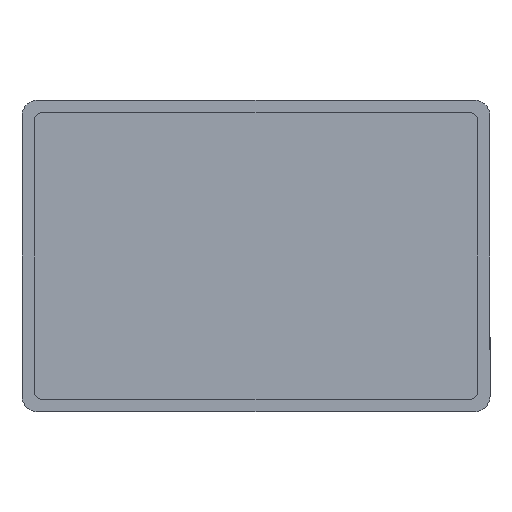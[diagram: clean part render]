
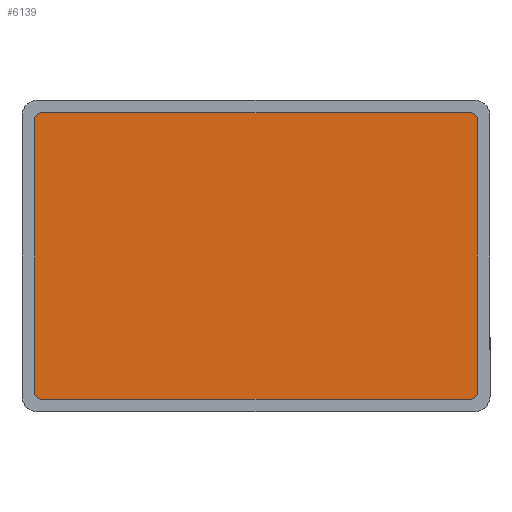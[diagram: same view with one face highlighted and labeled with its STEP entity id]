
A CAD part, front view. The second image highlights one B-rep face of the part: STEP entity #6139.
In plain terms, the highlighted planar face has unit normal (0, -1, 0).
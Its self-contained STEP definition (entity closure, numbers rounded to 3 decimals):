
#345 = VECTOR ( 'NONE', #12983, 1000. ) ;
#513 = DIRECTION ( 'NONE',  ( 0., 0., 1. ) ) ;
#528 = DIRECTION ( 'NONE',  ( 0., 0., 1. ) ) ;
#939 = CARTESIAN_POINT ( 'NONE',  ( -274., 0., -183. ) ) ;
#979 = VERTEX_POINT ( 'NONE', #939 ) ;
#1111 = CIRCLE ( 'NONE', #2172, 9. ) ;
#1285 = VERTEX_POINT ( 'NONE', #2589 ) ;
#1322 = PLANE ( 'NONE',  #12523 ) ;
#1341 = LINE ( 'NONE', #8303, #10587 ) ;
#1392 = CARTESIAN_POINT ( 'NONE',  ( 274., 0., 174. ) ) ;
#1466 = ORIENTED_EDGE ( 'NONE', *, *, #8733, .F. ) ;
#1759 = CARTESIAN_POINT ( 'NONE',  ( -274., 0., -174. ) ) ;
#1902 = VERTEX_POINT ( 'NONE', #9444 ) ;
#1969 = CIRCLE ( 'NONE', #4964, 9. ) ;
#2172 = AXIS2_PLACEMENT_3D ( 'NONE', #1759, #8835, #12914 ) ;
#2324 = DIRECTION ( 'NONE',  ( -1., 0., 0. ) ) ;
#2346 = ORIENTED_EDGE ( 'NONE', *, *, #10554, .F. ) ;
#2589 = CARTESIAN_POINT ( 'NONE',  ( -283., 0., 174. ) ) ;
#3404 = CARTESIAN_POINT ( 'NONE',  ( -274., 0., 174. ) ) ;
#4026 = VERTEX_POINT ( 'NONE', #9974 ) ;
#4334 = DIRECTION ( 'NONE',  ( 0., 0., 1. ) ) ;
#4964 = AXIS2_PLACEMENT_3D ( 'NONE', #1392, #9477, #528 ) ;
#5420 = ORIENTED_EDGE ( 'NONE', *, *, #8799, .F. ) ;
#5458 = CARTESIAN_POINT ( 'NONE',  ( -274., 0., -183. ) ) ;
#5627 = CARTESIAN_POINT ( 'NONE',  ( -283., 0., -174. ) ) ;
#5791 = VERTEX_POINT ( 'NONE', #9223 ) ;
#5901 = CIRCLE ( 'NONE', #12296, 9. ) ;
#5941 = AXIS2_PLACEMENT_3D ( 'NONE', #3404, #10673, #10542 ) ;
#6139 = ADVANCED_FACE ( 'NONE', ( #10410 ), #1322, .F. ) ;
#6786 = ORIENTED_EDGE ( 'NONE', *, *, #12372, .F. ) ;
#6889 = ORIENTED_EDGE ( 'NONE', *, *, #7031, .F. ) ;
#7031 = EDGE_CURVE ( 'NONE', #11888, #5791, #1341, .T. ) ;
#8117 = EDGE_CURVE ( 'NONE', #9600, #1285, #9039, .T. ) ;
#8138 = CARTESIAN_POINT ( 'NONE',  ( -274., 0., 183. ) ) ;
#8187 = ORIENTED_EDGE ( 'NONE', *, *, #10295, .F. ) ;
#8262 = VECTOR ( 'NONE', #10210, 1000. ) ;
#8303 = CARTESIAN_POINT ( 'NONE',  ( 283., 0., 174. ) ) ;
#8733 = EDGE_CURVE ( 'NONE', #10707, #979, #11475, .T. ) ;
#8799 = EDGE_CURVE ( 'NONE', #5791, #10707, #5901, .T. ) ;
#8835 = DIRECTION ( 'NONE',  ( 0., 1., 0. ) ) ;
#9039 = LINE ( 'NONE', #10973, #345 ) ;
#9223 = CARTESIAN_POINT ( 'NONE',  ( 283., 0., -174. ) ) ;
#9444 = CARTESIAN_POINT ( 'NONE',  ( -274., 0., 183. ) ) ;
#9469 = CARTESIAN_POINT ( 'NONE',  ( -274., 0., -174. ) ) ;
#9477 = DIRECTION ( 'NONE',  ( 0., 1., 0. ) ) ;
#9600 = VERTEX_POINT ( 'NONE', #5627 ) ;
#9974 = CARTESIAN_POINT ( 'NONE',  ( 274., 0., 183. ) ) ;
#10001 = EDGE_CURVE ( 'NONE', #1285, #1902, #10412, .T. ) ;
#10210 = DIRECTION ( 'NONE',  ( 1., 0., 0. ) ) ;
#10295 = EDGE_CURVE ( 'NONE', #1902, #4026, #12354, .T. ) ;
#10410 = FACE_OUTER_BOUND ( 'NONE', #12751, .T. ) ;
#10412 = CIRCLE ( 'NONE', #5941, 9. ) ;
#10542 = DIRECTION ( 'NONE',  ( 0., 0., 1. ) ) ;
#10554 = EDGE_CURVE ( 'NONE', #979, #9600, #1111, .T. ) ;
#10587 = VECTOR ( 'NONE', #11370, 1000. ) ;
#10673 = DIRECTION ( 'NONE',  ( 0., 1., 0. ) ) ;
#10707 = VERTEX_POINT ( 'NONE', #12392 ) ;
#10723 = DIRECTION ( 'NONE',  ( 0., 1., 0. ) ) ;
#10973 = CARTESIAN_POINT ( 'NONE',  ( -283., 0., 174. ) ) ;
#11370 = DIRECTION ( 'NONE',  ( 0., 0., -1. ) ) ;
#11475 = LINE ( 'NONE', #5458, #11854 ) ;
#11854 = VECTOR ( 'NONE', #2324, 1000. ) ;
#11870 = ORIENTED_EDGE ( 'NONE', *, *, #8117, .F. ) ;
#11888 = VERTEX_POINT ( 'NONE', #12387 ) ;
#12280 = DIRECTION ( 'NONE',  ( 0., 1., 0. ) ) ;
#12296 = AXIS2_PLACEMENT_3D ( 'NONE', #12607, #10723, #513 ) ;
#12324 = ORIENTED_EDGE ( 'NONE', *, *, #10001, .F. ) ;
#12354 = LINE ( 'NONE', #8138, #8262 ) ;
#12372 = EDGE_CURVE ( 'NONE', #4026, #11888, #1969, .T. ) ;
#12387 = CARTESIAN_POINT ( 'NONE',  ( 283., 0., 174. ) ) ;
#12392 = CARTESIAN_POINT ( 'NONE',  ( 274., 0., -183. ) ) ;
#12523 = AXIS2_PLACEMENT_3D ( 'NONE', #9469, #12280, #4334 ) ;
#12607 = CARTESIAN_POINT ( 'NONE',  ( 274., 0., -174. ) ) ;
#12751 = EDGE_LOOP ( 'NONE', ( #2346, #1466, #5420, #6889, #6786, #8187, #12324, #11870 ) ) ;
#12914 = DIRECTION ( 'NONE',  ( 0., 0., 1. ) ) ;
#12983 = DIRECTION ( 'NONE',  ( 0., 0., 1. ) ) ;
